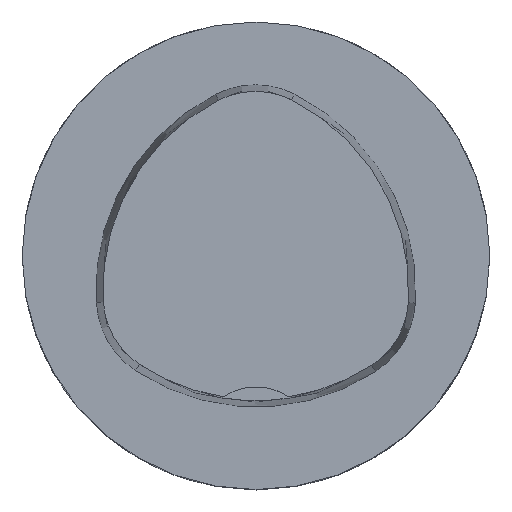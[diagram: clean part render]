
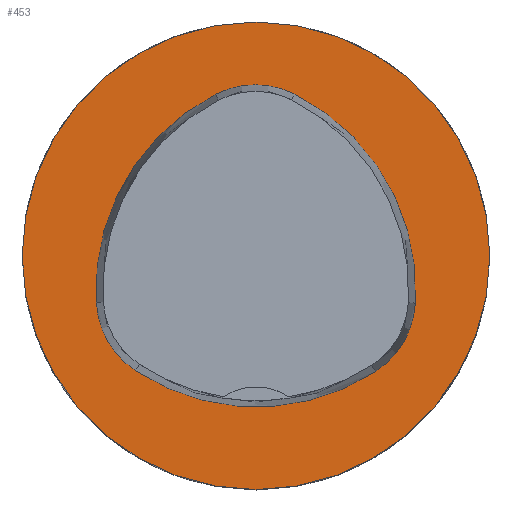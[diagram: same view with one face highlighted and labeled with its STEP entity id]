
A CAD part, top view. The second image highlights one B-rep face of the part: STEP entity #453.
In plain terms, the highlighted planar face has unit normal (0, 0, 1).
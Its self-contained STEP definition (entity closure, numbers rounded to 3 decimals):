
#453=ADVANCED_FACE('',(#1267,#1268),#805,.T.);
#805=PLANE('',#6634);
#1150=CIRCLE('',#6606,16.);
#1151=CIRCLE('',#6612,15.);
#1153=CIRCLE('',#6615,6.);
#1155=CIRCLE('',#6618,15.);
#1157=CIRCLE('',#6621,6.);
#1161=CIRCLE('',#6626,15.);
#1163=CIRCLE('',#6629,6.);
#1267=FACE_BOUND('',#1382,.T.);
#1268=FACE_BOUND('',#1383,.T.);
#1382=EDGE_LOOP('',(#2232,#2233,#2234,#2235,#2236,#2237));
#1383=EDGE_LOOP('',(#2238));
#2232=ORIENTED_EDGE('',*,*,#4692,.T.);
#2233=ORIENTED_EDGE('',*,*,#4672,.T.);
#2234=ORIENTED_EDGE('',*,*,#4676,.T.);
#2235=ORIENTED_EDGE('',*,*,#4679,.T.);
#2236=ORIENTED_EDGE('',*,*,#4682,.T.);
#2237=ORIENTED_EDGE('',*,*,#4690,.T.);
#2238=ORIENTED_EDGE('',*,*,#4663,.F.);
#4036=VERTEX_POINT('',#9180);
#4045=VERTEX_POINT('',#9199);
#4046=VERTEX_POINT('',#9200);
#4049=VERTEX_POINT('',#9208);
#4051=VERTEX_POINT('',#9214);
#4053=VERTEX_POINT('',#9220);
#4060=VERTEX_POINT('',#9241);
#4663=EDGE_CURVE('',#4036,#4036,#1150,.T.);
#4672=EDGE_CURVE('',#4045,#4046,#1151,.T.);
#4676=EDGE_CURVE('',#4046,#4049,#1153,.T.);
#4679=EDGE_CURVE('',#4049,#4051,#1155,.T.);
#4682=EDGE_CURVE('',#4051,#4053,#1157,.T.);
#4690=EDGE_CURVE('',#4053,#4060,#1161,.T.);
#4692=EDGE_CURVE('',#4060,#4045,#1163,.T.);
#6606=AXIS2_PLACEMENT_3D('',#9179,#7370,#7371);
#6612=AXIS2_PLACEMENT_3D('',#9198,#7386,#7387);
#6615=AXIS2_PLACEMENT_3D('',#9207,#7394,#7395);
#6618=AXIS2_PLACEMENT_3D('',#9213,#7401,#7402);
#6621=AXIS2_PLACEMENT_3D('',#9219,#7408,#7409);
#6626=AXIS2_PLACEMENT_3D('',#9242,#7420,#7421);
#6629=AXIS2_PLACEMENT_3D('',#9245,#7426,#7427);
#6634=AXIS2_PLACEMENT_3D('',#9250,#7436,#7437);
#7370=DIRECTION('',(0.,0.,-1.));
#7371=DIRECTION('',(-1.,0.,0.));
#7386=DIRECTION('',(0.,0.,-1.));
#7387=DIRECTION('',(-1.,0.,0.));
#7394=DIRECTION('',(0.,0.,-1.));
#7395=DIRECTION('',(-1.,0.,0.));
#7401=DIRECTION('',(0.,0.,-1.));
#7402=DIRECTION('',(-1.,0.,0.));
#7408=DIRECTION('',(0.,0.,-1.));
#7409=DIRECTION('',(-1.,0.,0.));
#7420=DIRECTION('',(0.,0.,-1.));
#7421=DIRECTION('',(-1.,0.,0.));
#7426=DIRECTION('',(0.,0.,-1.));
#7427=DIRECTION('',(-1.,0.,0.));
#7436=DIRECTION('',(0.,0.,1.));
#7437=DIRECTION('',(1.,0.,0.));
#9179=CARTESIAN_POINT('',(0.,0.,0.));
#9180=CARTESIAN_POINT('',(-16.,0.,0.));
#9198=CARTESIAN_POINT('',(4.048,-2.316,0.));
#9199=CARTESIAN_POINT('',(-10.926,-3.206,0.));
#9200=CARTESIAN_POINT('',(-2.774,11.043,0.));
#9207=CARTESIAN_POINT('',(-0.045,5.7,0.));
#9208=CARTESIAN_POINT('',(2.638,11.066,0.));
#9213=CARTESIAN_POINT('',(-4.07,-2.35,0.));
#9214=CARTESIAN_POINT('',(10.903,-3.249,0.));
#9219=CARTESIAN_POINT('',(4.914,-2.889,0.));
#9220=CARTESIAN_POINT('',(8.177,-7.924,0.));
#9241=CARTESIAN_POINT('',(-8.24,-7.859,0.));
#9242=CARTESIAN_POINT('',(0.019,4.663,0.));
#9245=CARTESIAN_POINT('',(-4.936,-2.85,0.));
#9250=CARTESIAN_POINT('',(0.,0.,0.));
